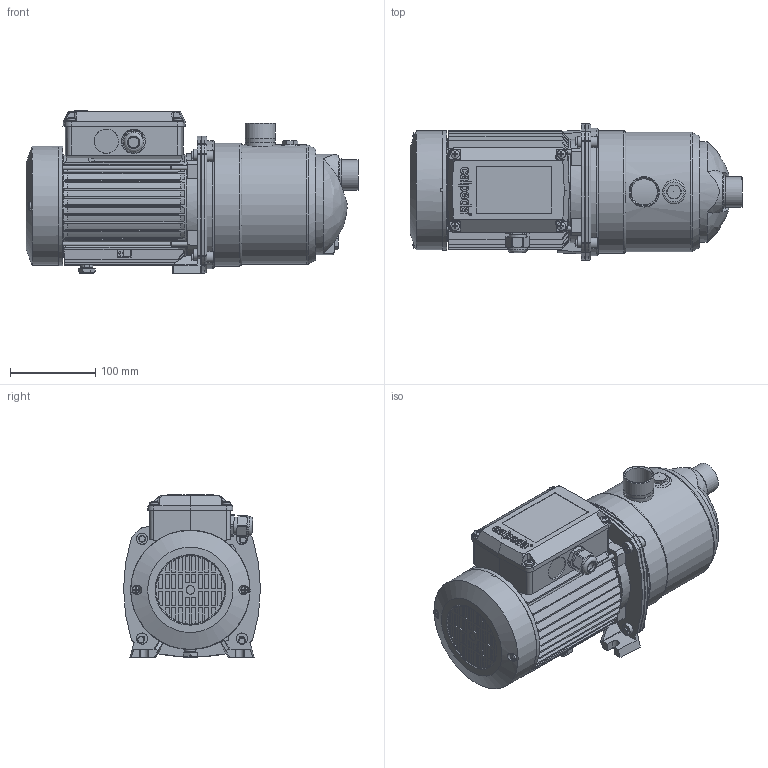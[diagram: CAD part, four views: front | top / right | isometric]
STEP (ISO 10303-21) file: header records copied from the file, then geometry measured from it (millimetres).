
FILE_DESCRIPTION(('STEP AP214'),'2;1');
FILE_NAME('4_93_505_02_REV00.STEP','2019-04-10T20:48:21',(''),(''),'2016.1.120','THINKDESIGN','');
FILE_SCHEMA(('AUTOMOTIVE_DESIGN'));
Length unit declared in the file: millimetre
Products named in the file (7): 1_65_051_semplificato; M8x18_UNI_5931; 4_92_019_ingombro3D; 4_67_229_h22_assemblaggio; 71R6; 1_65_050_semplificato; 4_93_505_02_REV00
Assembly tree (10 placements, depth 2):
  4_93_505_02_REV00
    1_65_051_semplificato
    M8x18_UNI_5931  x4
    4_92_019_ingombro3D  x2
    4_67_229_h22_assemblaggio
    71R6
    1_65_050_semplificato
Bounding box: 390.5 x 161 x 191.72 mm (x, y, z)
Volume: 5929904.6 mm3; surface area: 454031.5 mm2
Topology: 12 solids, 12 shells, 1227 faces, 4041 edges, 3595 vertices
Faces by surface type: plane 673, bspline 325, cylinder 229
Full cylindrical faces by diameter (mm): 2.7 x1, 3 x1, 4.36 x4, 5 x4, 6 x4, 8 x6, 9 x4, 9.6 x2, 10 x5, 10.5 x2, 13 x4, 13.25 x1, 14.5 x2, 14.66 x1, 18.06 x1, 18.16 x1, 20 x1, 20.1 x1, 20.5 x1, 23 x1, 28.5 x3, 30.7 x2, 32.7 x1, 33 x1, 35.4 x1, 35.7 x1, 35.8 x1, 38 x1, 115 x1, 118.4 x1
Entity records: 62158 total; most frequent: CARTESIAN_POINT 19944, ORIENTED_EDGE 6238, DIRECTION 6028, EDGE_CURVE 3119, STYLED_ITEM 2337, VECTOR 2222, LINE 2222, VERTEX_POINT 2085
